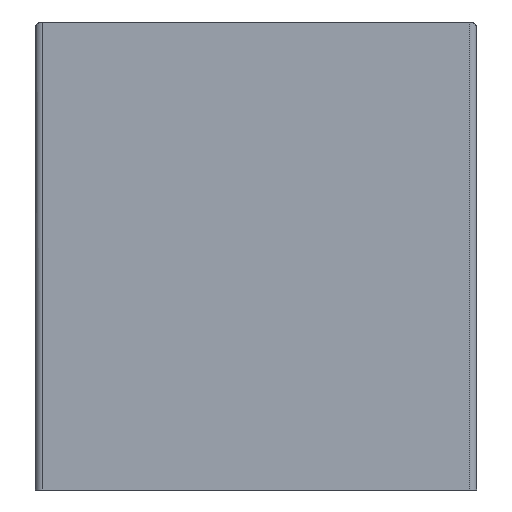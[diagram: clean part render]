
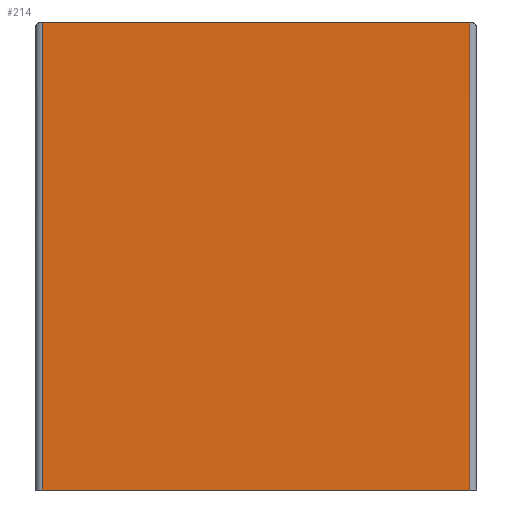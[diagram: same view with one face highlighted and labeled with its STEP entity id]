
A CAD part, front view. The second image highlights one B-rep face of the part: STEP entity #214.
In plain terms, the highlighted planar face has unit normal (0, -1, 0).
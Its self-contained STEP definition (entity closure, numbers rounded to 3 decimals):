
#6 = CARTESIAN_POINT ( 'NONE',  ( -80., -53., 1000. ) ) ;
#46 = FACE_OUTER_BOUND ( 'NONE', #2758, .T. ) ;
#53 = DIRECTION ( 'NONE',  ( 0., 0., 1. ) ) ;
#115 = DIRECTION ( 'NONE',  ( -1., 0., 0. ) ) ;
#214 = ADVANCED_FACE ( 'NONE', ( #46 ), #1772, .F. ) ;
#258 = DIRECTION ( 'NONE',  ( 0., 1., 0. ) ) ;
#269 = DIRECTION ( 'NONE',  ( 0., 0., 1. ) ) ;
#454 = DIRECTION ( 'NONE',  ( 0., 0., -1. ) ) ;
#537 = CARTESIAN_POINT ( 'NONE',  ( 80., -53., 1000. ) ) ;
#582 = VECTOR ( 'NONE', #2106, 1000. ) ;
#590 = CARTESIAN_POINT ( 'NONE',  ( -80., -53., 175. ) ) ;
#693 = LINE ( 'NONE', #6, #2514 ) ;
#741 = CARTESIAN_POINT ( 'NONE',  ( 82.5, -53., 0. ) ) ;
#786 = VERTEX_POINT ( 'NONE', #1235 ) ;
#790 = LINE ( 'NONE', #2574, #582 ) ;
#1005 = EDGE_CURVE ( 'NONE', #786, #1726, #1299, .T. ) ;
#1235 = CARTESIAN_POINT ( 'NONE',  ( 80., -53., 0. ) ) ;
#1244 = EDGE_CURVE ( 'NONE', #786, #1502, #3010, .T. ) ;
#1299 = LINE ( 'NONE', #537, #2984 ) ;
#1306 = ORIENTED_EDGE ( 'NONE', *, *, #1244, .F. ) ;
#1502 = VERTEX_POINT ( 'NONE', #2060 ) ;
#1726 = VERTEX_POINT ( 'NONE', #2592 ) ;
#1772 = PLANE ( 'NONE',  #2630 ) ;
#1882 = ORIENTED_EDGE ( 'NONE', *, *, #2811, .T. ) ;
#2060 = CARTESIAN_POINT ( 'NONE',  ( -80., -53., 0. ) ) ;
#2106 = DIRECTION ( 'NONE',  ( -1., 0., 0. ) ) ;
#2207 = EDGE_CURVE ( 'NONE', #1726, #2241, #790, .T. ) ;
#2241 = VERTEX_POINT ( 'NONE', #590 ) ;
#2514 = VECTOR ( 'NONE', #454, 1000. ) ;
#2522 = ORIENTED_EDGE ( 'NONE', *, *, #2207, .T. ) ;
#2574 = CARTESIAN_POINT ( 'NONE',  ( 82.5, -53., 175. ) ) ;
#2592 = CARTESIAN_POINT ( 'NONE',  ( 80., -53., 175. ) ) ;
#2603 = ORIENTED_EDGE ( 'NONE', *, *, #1005, .T. ) ;
#2630 = AXIS2_PLACEMENT_3D ( 'NONE', #2912, #258, #269 ) ;
#2758 = EDGE_LOOP ( 'NONE', ( #2603, #2522, #1882, #1306 ) ) ;
#2811 = EDGE_CURVE ( 'NONE', #2241, #1502, #693, .T. ) ;
#2912 = CARTESIAN_POINT ( 'NONE',  ( 0., -53., 1000. ) ) ;
#2930 = VECTOR ( 'NONE', #115, 1000. ) ;
#2984 = VECTOR ( 'NONE', #53, 1000. ) ;
#3010 = LINE ( 'NONE', #741, #2930 ) ;
